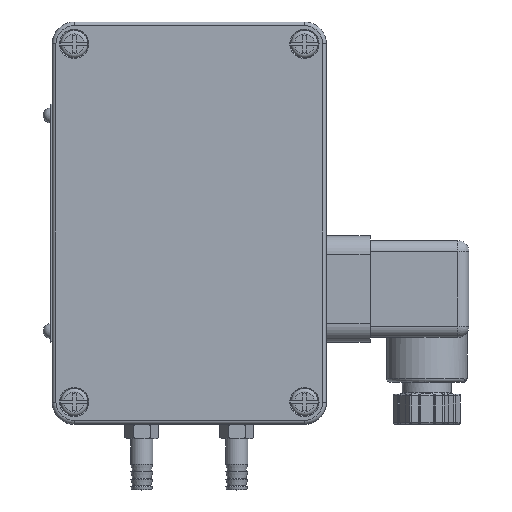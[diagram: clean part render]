
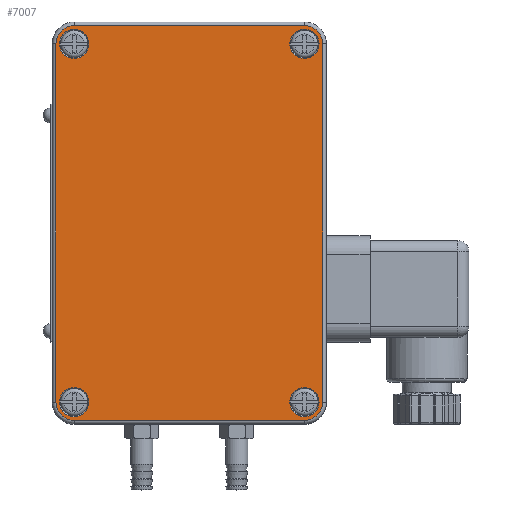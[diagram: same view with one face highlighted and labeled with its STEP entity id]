
A CAD part, top view. The second image highlights one B-rep face of the part: STEP entity #7007.
In plain terms, the highlighted planar face has unit normal (0, 0, 1).
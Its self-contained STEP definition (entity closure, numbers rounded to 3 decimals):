
#288=FACE_BOUND('',#2230,.T.);
#289=FACE_BOUND('',#2231,.T.);
#290=FACE_BOUND('',#2232,.T.);
#291=FACE_BOUND('',#2233,.T.);
#390=PLANE('',#7607);
#648=LINE('',#10967,#1127);
#650=LINE('',#10977,#1129);
#652=LINE('',#10989,#1131);
#653=LINE('',#10996,#1132);
#1127=VECTOR('',#8760,10.);
#1129=VECTOR('',#8772,10.);
#1131=VECTOR('',#8786,10.);
#1132=VECTOR('',#8797,10.);
#1734=FACE_OUTER_BOUND('',#2229,.T.);
#2229=EDGE_LOOP('',(#5198,#5199,#5200,#5201,#5202,#5203,#5204,#5205));
#2230=EDGE_LOOP('',(#5206));
#2231=EDGE_LOOP('',(#5207));
#2232=EDGE_LOOP('',(#5208));
#2233=EDGE_LOOP('',(#5209));
#2782=CIRCLE('',#7585,5.);
#2786=CIRCLE('',#7591,5.);
#2790=CIRCLE('',#7597,5.);
#2794=CIRCLE('',#7603,5.);
#2795=CIRCLE('',#7608,4.);
#2796=CIRCLE('',#7609,4.);
#2797=CIRCLE('',#7610,4.);
#2798=CIRCLE('',#7611,4.);
#3218=VERTEX_POINT('',#10959);
#3219=VERTEX_POINT('',#10961);
#3220=VERTEX_POINT('',#10965);
#3221=VERTEX_POINT('',#10969);
#3222=VERTEX_POINT('',#10973);
#3224=VERTEX_POINT('',#10979);
#3226=VERTEX_POINT('',#10985);
#3228=VERTEX_POINT('',#10991);
#3229=VERTEX_POINT('',#11002);
#3230=VERTEX_POINT('',#11004);
#3231=VERTEX_POINT('',#11006);
#3232=VERTEX_POINT('',#11008);
#3940=EDGE_CURVE('',#3218,#3219,#2782,.T.);
#3943=EDGE_CURVE('',#3219,#3220,#648,.T.);
#3945=EDGE_CURVE('',#3220,#3221,#2786,.T.);
#3948=EDGE_CURVE('',#3221,#3222,#650,.T.);
#3951=EDGE_CURVE('',#3222,#3224,#2790,.T.);
#3954=EDGE_CURVE('',#3224,#3226,#652,.T.);
#3957=EDGE_CURVE('',#3226,#3228,#2794,.T.);
#3958=EDGE_CURVE('',#3228,#3218,#653,.T.);
#3961=EDGE_CURVE('',#3229,#3229,#2795,.T.);
#3962=EDGE_CURVE('',#3230,#3230,#2796,.T.);
#3963=EDGE_CURVE('',#3231,#3231,#2797,.T.);
#3964=EDGE_CURVE('',#3232,#3232,#2798,.T.);
#5198=ORIENTED_EDGE('',*,*,#3940,.F.);
#5199=ORIENTED_EDGE('',*,*,#3958,.F.);
#5200=ORIENTED_EDGE('',*,*,#3957,.F.);
#5201=ORIENTED_EDGE('',*,*,#3954,.F.);
#5202=ORIENTED_EDGE('',*,*,#3951,.F.);
#5203=ORIENTED_EDGE('',*,*,#3948,.F.);
#5204=ORIENTED_EDGE('',*,*,#3945,.F.);
#5205=ORIENTED_EDGE('',*,*,#3943,.F.);
#5206=ORIENTED_EDGE('',*,*,#3961,.F.);
#5207=ORIENTED_EDGE('',*,*,#3962,.F.);
#5208=ORIENTED_EDGE('',*,*,#3963,.F.);
#5209=ORIENTED_EDGE('',*,*,#3964,.F.);
#7007=ADVANCED_FACE('',(#1734,#288,#289,#290,#291),#390,.T.);
#7585=AXIS2_PLACEMENT_3D('',#10962,#8752,#8753);
#7591=AXIS2_PLACEMENT_3D('',#10971,#8765,#8766);
#7597=AXIS2_PLACEMENT_3D('',#10983,#8779,#8780);
#7603=AXIS2_PLACEMENT_3D('',#10994,#8793,#8794);
#7607=AXIS2_PLACEMENT_3D('',#11001,#8804,#8805);
#7608=AXIS2_PLACEMENT_3D('',#11003,#8806,#8807);
#7609=AXIS2_PLACEMENT_3D('',#11005,#8808,#8809);
#7610=AXIS2_PLACEMENT_3D('',#11007,#8810,#8811);
#7611=AXIS2_PLACEMENT_3D('',#11009,#8812,#8813);
#8752=DIRECTION('center_axis',(0.,0.,-1.));
#8753=DIRECTION('ref_axis',(0.707,-0.707,0.));
#8760=DIRECTION('',(-1.,0.,0.));
#8765=DIRECTION('center_axis',(0.,0.,-1.));
#8766=DIRECTION('ref_axis',(-0.707,-0.707,0.));
#8772=DIRECTION('',(0.,1.,0.));
#8779=DIRECTION('center_axis',(0.,0.,-1.));
#8780=DIRECTION('ref_axis',(-0.707,0.707,0.));
#8786=DIRECTION('',(1.,0.,0.));
#8793=DIRECTION('center_axis',(0.,0.,-1.));
#8794=DIRECTION('ref_axis',(0.707,0.707,0.));
#8797=DIRECTION('',(0.,-1.,0.));
#8804=DIRECTION('center_axis',(0.,0.,1.));
#8805=DIRECTION('ref_axis',(1.,0.,0.));
#8806=DIRECTION('center_axis',(0.,0.,1.));
#8807=DIRECTION('ref_axis',(-1.,0.,0.));
#8808=DIRECTION('center_axis',(0.,0.,1.));
#8809=DIRECTION('ref_axis',(-1.,0.,0.));
#8810=DIRECTION('center_axis',(0.,0.,1.));
#8811=DIRECTION('ref_axis',(-1.,0.,0.));
#8812=DIRECTION('center_axis',(0.,0.,1.));
#8813=DIRECTION('ref_axis',(-1.,0.,0.));
#10959=CARTESIAN_POINT('',(36.5,-49.,58.));
#10961=CARTESIAN_POINT('',(31.5,-54.,58.));
#10962=CARTESIAN_POINT('Origin',(31.5,-49.,58.));
#10965=CARTESIAN_POINT('',(-31.5,-54.,58.));
#10967=CARTESIAN_POINT('',(-18.75,-54.,58.));
#10969=CARTESIAN_POINT('',(-36.5,-49.,58.));
#10971=CARTESIAN_POINT('Origin',(-31.5,-49.,58.));
#10973=CARTESIAN_POINT('',(-36.5,49.,58.));
#10977=CARTESIAN_POINT('',(-36.5,27.5,58.));
#10979=CARTESIAN_POINT('',(-31.5,54.,58.));
#10983=CARTESIAN_POINT('Origin',(-31.5,49.,58.));
#10985=CARTESIAN_POINT('',(31.5,54.,58.));
#10989=CARTESIAN_POINT('',(18.75,54.,58.));
#10991=CARTESIAN_POINT('',(36.5,49.,58.));
#10994=CARTESIAN_POINT('Origin',(31.5,49.,58.));
#10996=CARTESIAN_POINT('',(36.5,-27.5,58.));
#11001=CARTESIAN_POINT('Origin',(0.,0.,58.));
#11002=CARTESIAN_POINT('',(-27.5,-49.,58.));
#11003=CARTESIAN_POINT('Origin',(-31.5,-49.,58.));
#11004=CARTESIAN_POINT('',(35.5,49.,58.));
#11005=CARTESIAN_POINT('Origin',(31.5,49.,58.));
#11006=CARTESIAN_POINT('',(-27.5,49.,58.));
#11007=CARTESIAN_POINT('Origin',(-31.5,49.,58.));
#11008=CARTESIAN_POINT('',(35.5,-49.,58.));
#11009=CARTESIAN_POINT('Origin',(31.5,-49.,58.));
